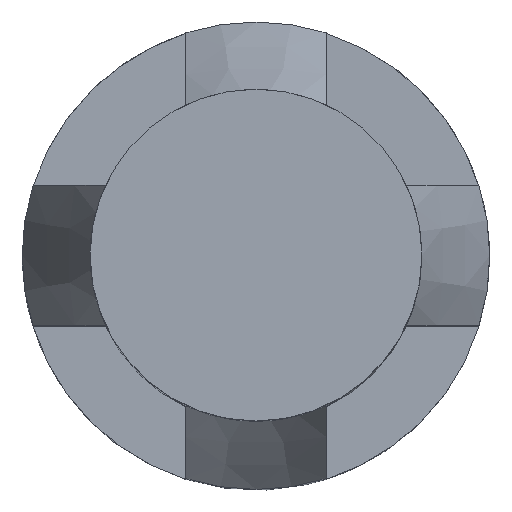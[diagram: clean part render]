
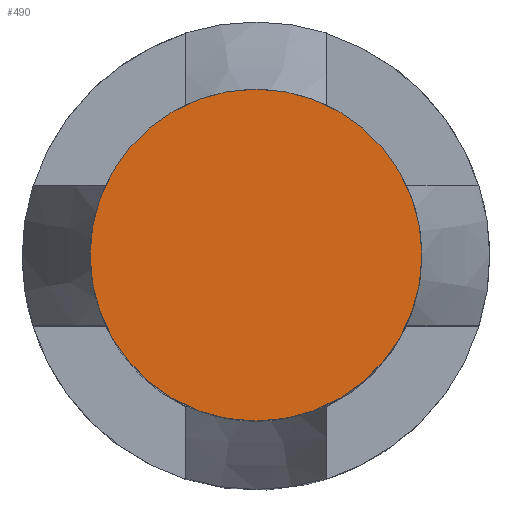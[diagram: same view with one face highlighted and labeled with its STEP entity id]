
A CAD part, top view. The second image highlights one B-rep face of the part: STEP entity #490.
In plain terms, the highlighted planar face has unit normal (0, 0, 1).
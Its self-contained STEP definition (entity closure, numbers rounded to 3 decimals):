
#60=FACE_OUTER_BOUND('',#88,.T.);
#88=EDGE_LOOP('',(#446));
#116=CIRCLE('',#558,3.55);
#233=VERTEX_POINT('',#865);
#303=EDGE_CURVE('',#233,#233,#116,.F.);
#446=ORIENTED_EDGE('',*,*,#303,.T.);
#463=PLANE('',#559);
#490=ADVANCED_FACE('',(#60),#463,.T.);
#558=AXIS2_PLACEMENT_3D('',#866,#702,#703);
#559=AXIS2_PLACEMENT_3D('',#868,#705,#706);
#702=DIRECTION('center_axis',(0.,0.,-1.));
#703=DIRECTION('ref_axis',(-1.,0.,0.));
#705=DIRECTION('center_axis',(0.,0.,1.));
#706=DIRECTION('ref_axis',(-1.,0.,0.));
#865=CARTESIAN_POINT('',(3.55,0.,17.5));
#866=CARTESIAN_POINT('Origin',(0.,0.,17.5));
#868=CARTESIAN_POINT('Origin',(0.,0.,17.5));
